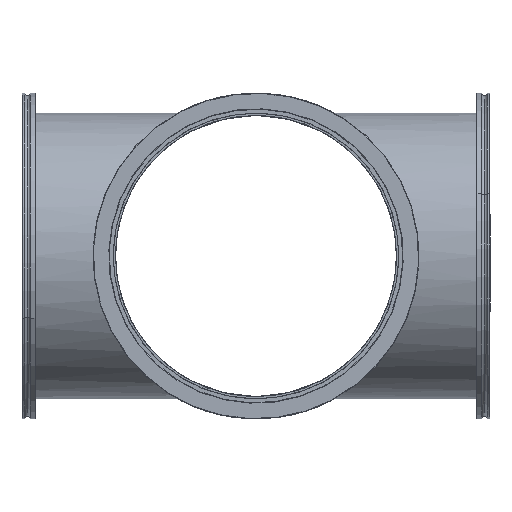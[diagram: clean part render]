
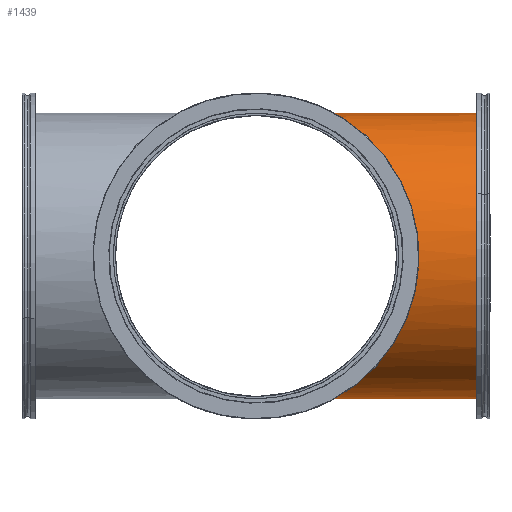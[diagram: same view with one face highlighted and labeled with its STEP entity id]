
A CAD part, front view. The second image highlights one B-rep face of the part: STEP entity #1439.
In plain terms, the highlighted cylindrical face has radius 127 mm (diameter 254 mm), a partial arc.
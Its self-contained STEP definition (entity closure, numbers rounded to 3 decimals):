
#22 = EDGE_LOOP ( 'NONE', ( #387, #688, #775, #1535 ) ) ;
#37 = LINE ( 'NONE', #1305, #403 ) ;
#243 = CARTESIAN_POINT ( 'NONE',  ( 201.5, 0., -127. ) ) ;
#256 = AXIS2_PLACEMENT_3D ( 'NONE', #499, #645, #760 ) ;
#387 = ORIENTED_EDGE ( 'NONE', *, *, #1040, .F. ) ;
#397 = CARTESIAN_POINT ( 'NONE',  ( 201.5, 0., 127. ) ) ;
#400 = VECTOR ( 'NONE', #1211, 1000. ) ;
#403 = VECTOR ( 'NONE', #1318, 1000. ) ;
#415 = CYLINDRICAL_SURFACE ( 'NONE', #256, 127. ) ;
#499 = CARTESIAN_POINT ( 'NONE',  ( -201.5, 0., 0. ) ) ;
#518 =( BOUNDED_CURVE ( )  B_SPLINE_CURVE ( 3, ( #1348, #1363, #1403, #1412 ),
 .UNSPECIFIED., .F., .F. ) 
 B_SPLINE_CURVE_WITH_KNOTS ( ( 4, 4 ),
 ( 4.712, 7.854 ),
 .UNSPECIFIED. ) 
 CURVE ( )  GEOMETRIC_REPRESENTATION_ITEM ( )  RATIONAL_B_SPLINE_CURVE ( ( 1., 0.333, 0.333, 1. ) ) 
 REPRESENTATION_ITEM ( '' )  );
#549 = VERTEX_POINT ( 'NONE', #243 ) ;
#645 = DIRECTION ( 'NONE',  ( 1., 0., 0. ) ) ;
#684 = DIRECTION ( 'NONE',  ( 0., 0., -1. ) ) ;
#688 = ORIENTED_EDGE ( 'NONE', *, *, #1045, .T. ) ;
#739 = AXIS2_PLACEMENT_3D ( 'NONE', #1562, #1437, #684 ) ;
#760 = DIRECTION ( 'NONE',  ( 0., 0., -1. ) ) ;
#771 = CARTESIAN_POINT ( 'NONE',  ( 0., 0., 127. ) ) ;
#775 = ORIENTED_EDGE ( 'NONE', *, *, #1208, .T. ) ;
#1003 = CARTESIAN_POINT ( 'NONE',  ( 0., 0., -127. ) ) ;
#1040 = EDGE_CURVE ( 'NONE', #1314, #1286, #37, .T. ) ;
#1045 = EDGE_CURVE ( 'NONE', #1314, #1410, #518, .T. ) ;
#1056 = EDGE_CURVE ( 'NONE', #1286, #549, #1290, .T. ) ;
#1208 = EDGE_CURVE ( 'NONE', #1410, #549, #1482, .T. ) ;
#1211 = DIRECTION ( 'NONE',  ( 1., 0., 0. ) ) ;
#1286 = VERTEX_POINT ( 'NONE', #397 ) ;
#1290 = CIRCLE ( 'NONE', #739, 127. ) ;
#1305 = CARTESIAN_POINT ( 'NONE',  ( -201.5, 0., 127. ) ) ;
#1314 = VERTEX_POINT ( 'NONE', #771 ) ;
#1318 = DIRECTION ( 'NONE',  ( 1., 0., 0. ) ) ;
#1348 = CARTESIAN_POINT ( 'NONE',  ( 0., 0., 127. ) ) ;
#1363 = CARTESIAN_POINT ( 'NONE',  ( 254., -254., 127. ) ) ;
#1390 = FACE_OUTER_BOUND ( 'NONE', #22, .T. ) ;
#1403 = CARTESIAN_POINT ( 'NONE',  ( 254., -254., -127. ) ) ;
#1410 = VERTEX_POINT ( 'NONE', #1003 ) ;
#1412 = CARTESIAN_POINT ( 'NONE',  ( 0., 0., -127. ) ) ;
#1437 = DIRECTION ( 'NONE',  ( 1., 0., 0. ) ) ;
#1439 = ADVANCED_FACE ( 'NONE', ( #1390 ), #415, .T. ) ;
#1482 = LINE ( 'NONE', #1483, #400 ) ;
#1483 = CARTESIAN_POINT ( 'NONE',  ( -201.5, 0., -127. ) ) ;
#1535 = ORIENTED_EDGE ( 'NONE', *, *, #1056, .F. ) ;
#1562 = CARTESIAN_POINT ( 'NONE',  ( 201.5, 0., 0. ) ) ;
